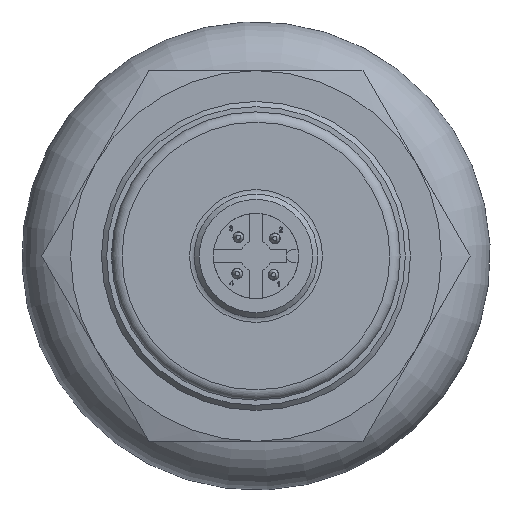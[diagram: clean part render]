
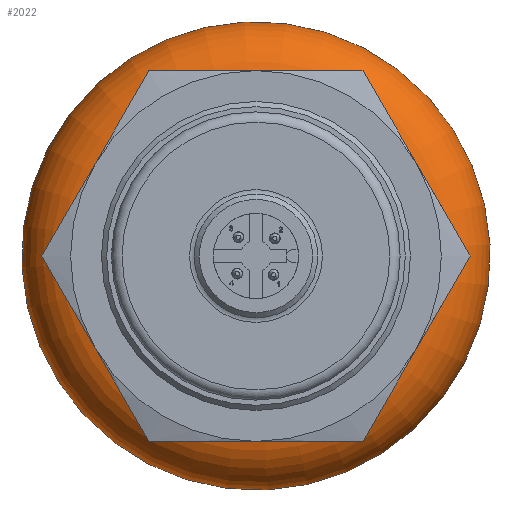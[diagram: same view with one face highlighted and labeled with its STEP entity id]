
A CAD part, front view. The second image highlights one B-rep face of the part: STEP entity #2022.
In plain terms, the highlighted toroidal (fillet/blend) face has major radius 16.75 mm and minor radius 6 mm.
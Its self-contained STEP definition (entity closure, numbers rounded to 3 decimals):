
#135 = DIRECTION ( 'NONE',  ( 0., -1., 0. ) ) ;
#200 = ORIENTED_EDGE ( 'NONE', *, *, #4747, .T. ) ;
#1546 = AXIS2_PLACEMENT_3D ( 'NONE', #2769, #6033, #7003 ) ;
#1849 = VERTEX_POINT ( 'NONE', #9132 ) ;
#1914 = AXIS2_PLACEMENT_3D ( 'NONE', #4851, #10176, #6996 ) ;
#2022 = ADVANCED_FACE ( 'NONE', ( #13357, #4085 ), #4128, .T. ) ;
#2205 = DIRECTION ( 'NONE',  ( -0.541, 0., 0.841 ) ) ;
#2769 = CARTESIAN_POINT ( 'NONE',  ( 0.002, 65., 0. ) ) ;
#3172 = EDGE_LOOP ( 'NONE', ( #3448 ) ) ;
#3448 = ORIENTED_EDGE ( 'NONE', *, *, #7471, .F. ) ;
#4085 = FACE_OUTER_BOUND ( 'NONE', #3172, .T. ) ;
#4128 = TOROIDAL_SURFACE ( 'NONE', #1914, 16.75, 6. ) ;
#4747 = EDGE_CURVE ( 'NONE', #10089, #10089, #9526, .T. ) ;
#4851 = CARTESIAN_POINT ( 'NONE',  ( 0.002, 65., 0. ) ) ;
#6033 = DIRECTION ( 'NONE',  ( 0., -1., 0. ) ) ;
#6908 = CARTESIAN_POINT ( 'NONE',  ( -12.316, 65., 19.127 ) ) ;
#6996 = DIRECTION ( 'NONE',  ( -0.541, 0., 0.841 ) ) ;
#7003 = DIRECTION ( 'NONE',  ( -0.541, 0., 0.841 ) ) ;
#7020 = EDGE_LOOP ( 'NONE', ( #200 ) ) ;
#7471 = EDGE_CURVE ( 'NONE', #1849, #1849, #12029, .T. ) ;
#8315 = AXIS2_PLACEMENT_3D ( 'NONE', #8655, #135, #2205 ) ;
#8655 = CARTESIAN_POINT ( 'NONE',  ( 0.001, 59., 0. ) ) ;
#9132 = CARTESIAN_POINT ( 'NONE',  ( -9.067, 59., 14.083 ) ) ;
#9526 = CIRCLE ( 'NONE', #1546, 22.75 ) ;
#10089 = VERTEX_POINT ( 'NONE', #6908 ) ;
#10176 = DIRECTION ( 'NONE',  ( 0., -1., 0. ) ) ;
#12029 = CIRCLE ( 'NONE', #8315, 16.75 ) ;
#13357 = FACE_OUTER_BOUND ( 'NONE', #7020, .T. ) ;
